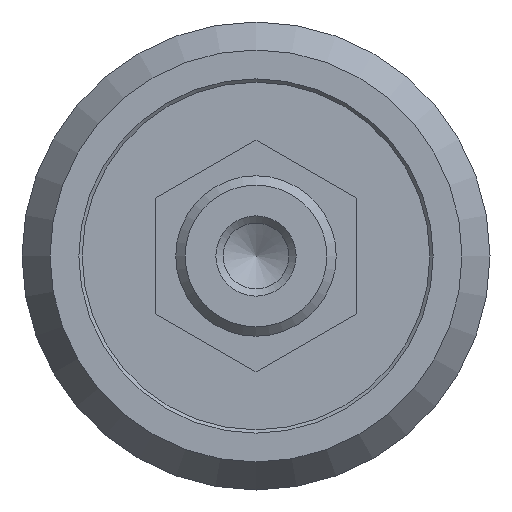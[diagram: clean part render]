
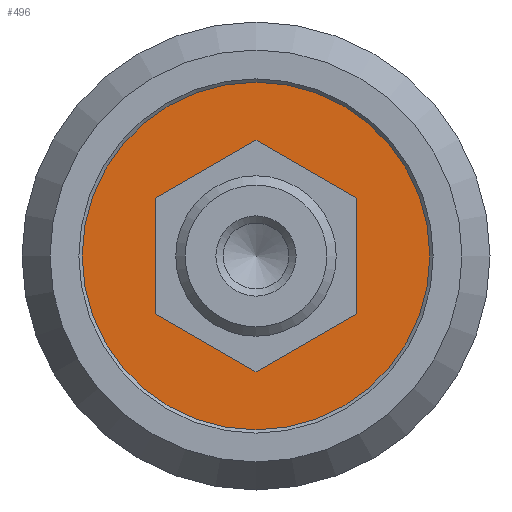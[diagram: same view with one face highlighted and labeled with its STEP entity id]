
A CAD part, left-side view. The second image highlights one B-rep face of the part: STEP entity #496.
In plain terms, the highlighted planar face has unit normal (-1, 0, 0).
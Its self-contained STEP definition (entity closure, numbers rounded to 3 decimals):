
#34=LINE('',#676,#52);
#35=LINE('',#679,#53);
#36=LINE('',#681,#54);
#37=LINE('',#683,#55);
#38=LINE('',#685,#56);
#39=LINE('',#687,#57);
#52=VECTOR('',#574,1000.);
#53=VECTOR('',#575,1000.);
#54=VECTOR('',#576,1000.);
#55=VECTOR('',#577,1000.);
#56=VECTOR('',#578,1000.);
#57=VECTOR('',#579,1000.);
#70=ORIENTED_EDGE('',*,*,#140,.F.);
#71=ORIENTED_EDGE('',*,*,#141,.T.);
#72=ORIENTED_EDGE('',*,*,#142,.T.);
#73=ORIENTED_EDGE('',*,*,#143,.T.);
#74=ORIENTED_EDGE('',*,*,#144,.T.);
#75=ORIENTED_EDGE('',*,*,#145,.T.);
#76=ORIENTED_EDGE('',*,*,#146,.T.);
#140=EDGE_CURVE('',#175,#175,#205,.T.);
#141=EDGE_CURVE('',#176,#177,#34,.T.);
#142=EDGE_CURVE('',#177,#178,#35,.T.);
#143=EDGE_CURVE('',#178,#179,#36,.T.);
#144=EDGE_CURVE('',#179,#180,#37,.T.);
#145=EDGE_CURVE('',#180,#181,#38,.T.);
#146=EDGE_CURVE('',#181,#176,#39,.T.);
#175=VERTEX_POINT('',#675);
#176=VERTEX_POINT('',#677);
#177=VERTEX_POINT('',#678);
#178=VERTEX_POINT('',#680);
#179=VERTEX_POINT('',#682);
#180=VERTEX_POINT('',#684);
#181=VERTEX_POINT('',#686);
#205=CIRCLE('',#527,13.);
#222=EDGE_LOOP('',(#70));
#223=EDGE_LOOP('',(#71,#72,#73,#74,#75,#76));
#264=FACE_BOUND('',#222,.T.);
#265=FACE_BOUND('',#223,.T.);
#307=PLANE('',#526);
#496=ADVANCED_FACE('',(#264,#265),#307,.F.);
#526=AXIS2_PLACEMENT_3D('',#673,#570,#571);
#527=AXIS2_PLACEMENT_3D('',#674,#572,#573);
#570=DIRECTION('',(1.,0.,0.));
#571=DIRECTION('',(0.,0.,-1.));
#572=DIRECTION('',(1.,0.,0.));
#573=DIRECTION('',(0.,0.,-1.));
#574=DIRECTION('',(0.,0.,1.));
#575=DIRECTION('',(0.,-0.866,0.5));
#576=DIRECTION('',(0.,-0.866,-0.5));
#577=DIRECTION('',(0.,0.,-1.));
#578=DIRECTION('',(0.,0.866,-0.5));
#579=DIRECTION('',(0.,0.866,0.5));
#673=CARTESIAN_POINT('',(7.,0.,0.));
#674=CARTESIAN_POINT('',(7.,0.,0.));
#675=CARTESIAN_POINT('',(7.,0.,-13.));
#676=CARTESIAN_POINT('',(7.,7.5,-4.33));
#677=CARTESIAN_POINT('',(7.,7.5,-4.33));
#678=CARTESIAN_POINT('',(7.,7.5,4.33));
#679=CARTESIAN_POINT('',(7.,7.5,4.33));
#680=CARTESIAN_POINT('',(7.,0.,8.66));
#681=CARTESIAN_POINT('',(7.,0.,8.66));
#682=CARTESIAN_POINT('',(7.,-7.5,4.33));
#683=CARTESIAN_POINT('',(7.,-7.5,4.33));
#684=CARTESIAN_POINT('',(7.,-7.5,-4.33));
#685=CARTESIAN_POINT('',(7.,-7.5,-4.33));
#686=CARTESIAN_POINT('',(7.,0.,-8.66));
#687=CARTESIAN_POINT('',(7.,0.,-8.66));
